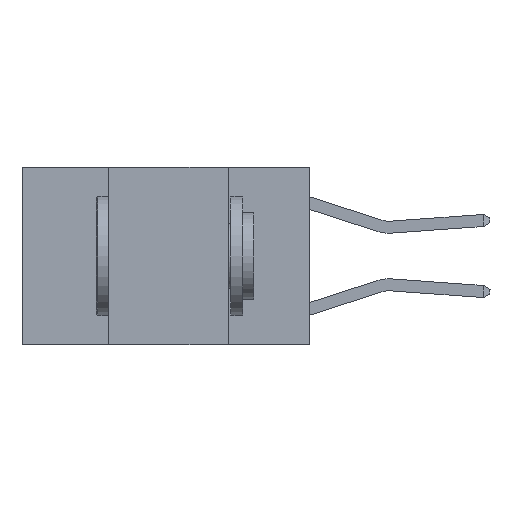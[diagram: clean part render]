
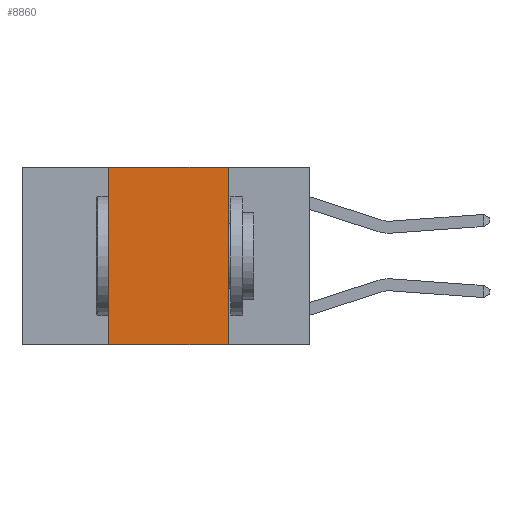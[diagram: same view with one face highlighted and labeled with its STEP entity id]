
A CAD part, left-side view. The second image highlights one B-rep face of the part: STEP entity #8860.
In plain terms, the highlighted planar face has unit normal (-1, 0, 0).
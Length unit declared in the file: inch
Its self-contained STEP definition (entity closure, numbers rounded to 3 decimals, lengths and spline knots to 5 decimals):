
#338 = EDGE_LOOP ( 'NONE', ( #8709, #13872, #19665, #24785 ) ) ;
#664 = FACE_OUTER_BOUND ( 'NONE', #338, .T. ) ;
#1954 = CARTESIAN_POINT ( 'NONE',  ( 0., 0.17, 0. ) ) ;
#2938 = EDGE_CURVE ( 'NONE', #18896, #12437, #18762, .T. ) ;
#3480 = VECTOR ( 'NONE', #4887, 39.37008 ) ;
#4803 = CARTESIAN_POINT ( 'NONE',  ( 0., 0.17, -0.37 ) ) ;
#4887 = DIRECTION ( 'NONE',  ( 0., -1., 0. ) ) ;
#5022 = CARTESIAN_POINT ( 'NONE',  ( 0., 0.42, 0. ) ) ;
#5854 = DIRECTION ( 'NONE',  ( 1., 0., 0. ) ) ;
#6153 = LINE ( 'NONE', #21504, #10698 ) ;
#6725 = VERTEX_POINT ( 'NONE', #25069 ) ;
#6786 = CARTESIAN_POINT ( 'NONE',  ( 0., 0.42, 0. ) ) ;
#7006 = DIRECTION ( 'NONE',  ( 0., 0., 1. ) ) ;
#7649 = PLANE ( 'NONE',  #21943 ) ;
#7833 = CARTESIAN_POINT ( 'NONE',  ( 0., 0.17, 0. ) ) ;
#8069 = LINE ( 'NONE', #16561, #3480 ) ;
#8709 = ORIENTED_EDGE ( 'NONE', *, *, #2938, .F. ) ;
#8860 = ADVANCED_FACE ( 'NONE', ( #664 ), #7649, .F. ) ;
#10698 = VECTOR ( 'NONE', #13744, 39.37008 ) ;
#10808 = EDGE_CURVE ( 'NONE', #11126, #18896, #6153, .T. ) ;
#11126 = VERTEX_POINT ( 'NONE', #6786 ) ;
#11678 = DIRECTION ( 'NONE',  ( 0., 0., -1. ) ) ;
#12074 = VECTOR ( 'NONE', #7006, 39.37008 ) ;
#12437 = VERTEX_POINT ( 'NONE', #4803 ) ;
#13580 = CARTESIAN_POINT ( 'NONE',  ( 0., 0.6, 0. ) ) ;
#13744 = DIRECTION ( 'NONE',  ( 0., -1., 0. ) ) ;
#13872 = ORIENTED_EDGE ( 'NONE', *, *, #10808, .F. ) ;
#15178 = EDGE_CURVE ( 'NONE', #6725, #11126, #17880, .T. ) ;
#16496 = EDGE_CURVE ( 'NONE', #6725, #12437, #8069, .T. ) ;
#16561 = CARTESIAN_POINT ( 'NONE',  ( 0., 0.6, -0.37 ) ) ;
#17880 = LINE ( 'NONE', #5022, #12074 ) ;
#18762 = LINE ( 'NONE', #1954, #23885 ) ;
#18896 = VERTEX_POINT ( 'NONE', #7833 ) ;
#19451 = DIRECTION ( 'NONE',  ( 0., 0., -1. ) ) ;
#19665 = ORIENTED_EDGE ( 'NONE', *, *, #15178, .F. ) ;
#21504 = CARTESIAN_POINT ( 'NONE',  ( 0., 0.6, 0. ) ) ;
#21943 = AXIS2_PLACEMENT_3D ( 'NONE', #13580, #5854, #19451 ) ;
#23885 = VECTOR ( 'NONE', #11678, 39.37008 ) ;
#24785 = ORIENTED_EDGE ( 'NONE', *, *, #16496, .T. ) ;
#25069 = CARTESIAN_POINT ( 'NONE',  ( 0., 0.42, -0.37 ) ) ;
